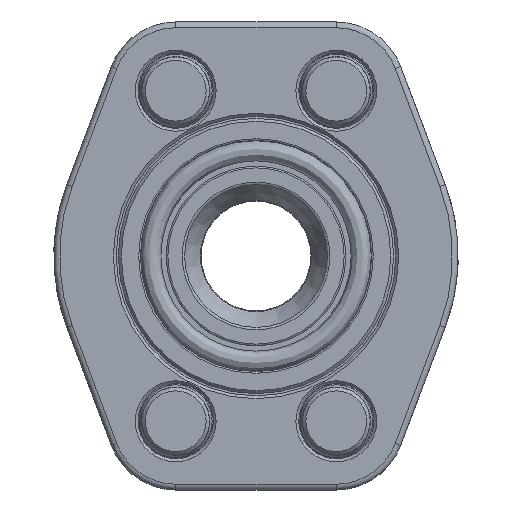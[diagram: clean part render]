
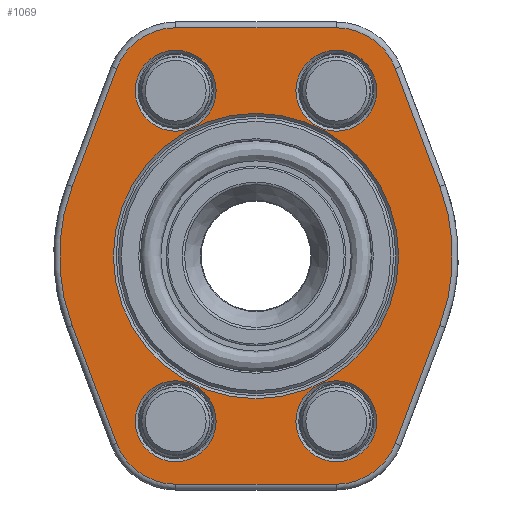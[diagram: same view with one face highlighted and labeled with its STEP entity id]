
A CAD part, left-side view. The second image highlights one B-rep face of the part: STEP entity #1069.
In plain terms, the highlighted face is planar.
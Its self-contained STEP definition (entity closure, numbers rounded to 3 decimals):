
#978=PLANE('',#3017);
#1069=ADVANCED_FACE('',(#1286,#1287,#1288,#1289,#1290,#1291),#978,.T.);
#1286=FACE_BOUND('',#1472,.T.);
#1287=FACE_BOUND('',#1473,.T.);
#1288=FACE_BOUND('',#1474,.T.);
#1289=FACE_BOUND('',#1475,.T.);
#1290=FACE_BOUND('',#1476,.T.);
#1291=FACE_BOUND('',#1477,.T.);
#1472=EDGE_LOOP('',(#2002));
#1473=EDGE_LOOP('',(#2003));
#1474=EDGE_LOOP('',(#2004));
#1475=EDGE_LOOP('',(#2005));
#1476=EDGE_LOOP('',(#2006,#2007,#2008,#2009,#2010,#2011,#2012,#2013,#2014,
#2015,#2016,#2017));
#1477=EDGE_LOOP('',(#2018));
#1658=CIRCLE('',#3006,7.);
#1659=CIRCLE('',#3007,7.);
#1660=CIRCLE('',#3008,7.);
#1661=CIRCLE('',#3009,7.);
#1662=CIRCLE('',#3010,10.9);
#1663=CIRCLE('',#3011,10.9);
#1664=CIRCLE('',#3012,34.);
#1665=CIRCLE('',#3013,10.9);
#1666=CIRCLE('',#3014,10.9);
#1667=CIRCLE('',#3015,34.);
#1668=CIRCLE('',#3016,24.7);
#2002=ORIENTED_EDGE('',*,*,#2601,.T.);
#2003=ORIENTED_EDGE('',*,*,#2602,.T.);
#2004=ORIENTED_EDGE('',*,*,#2603,.T.);
#2005=ORIENTED_EDGE('',*,*,#2604,.T.);
#2006=ORIENTED_EDGE('',*,*,#2605,.T.);
#2007=ORIENTED_EDGE('',*,*,#2606,.T.);
#2008=ORIENTED_EDGE('',*,*,#2607,.T.);
#2009=ORIENTED_EDGE('',*,*,#2608,.T.);
#2010=ORIENTED_EDGE('',*,*,#2609,.T.);
#2011=ORIENTED_EDGE('',*,*,#2610,.T.);
#2012=ORIENTED_EDGE('',*,*,#2611,.T.);
#2013=ORIENTED_EDGE('',*,*,#2612,.T.);
#2014=ORIENTED_EDGE('',*,*,#2613,.T.);
#2015=ORIENTED_EDGE('',*,*,#2614,.T.);
#2016=ORIENTED_EDGE('',*,*,#2615,.T.);
#2017=ORIENTED_EDGE('',*,*,#2616,.T.);
#2018=ORIENTED_EDGE('',*,*,#2617,.T.);
#2392=VERTEX_POINT('',#4372);
#2393=VERTEX_POINT('',#4374);
#2394=VERTEX_POINT('',#4376);
#2395=VERTEX_POINT('',#4378);
#2396=VERTEX_POINT('',#4380);
#2397=VERTEX_POINT('',#4381);
#2398=VERTEX_POINT('',#4383);
#2399=VERTEX_POINT('',#4385);
#2400=VERTEX_POINT('',#4387);
#2401=VERTEX_POINT('',#4389);
#2402=VERTEX_POINT('',#4391);
#2403=VERTEX_POINT('',#4393);
#2404=VERTEX_POINT('',#4395);
#2405=VERTEX_POINT('',#4397);
#2406=VERTEX_POINT('',#4399);
#2407=VERTEX_POINT('',#4401);
#2408=VERTEX_POINT('',#4404);
#2601=EDGE_CURVE('',#2392,#2392,#1658,.T.);
#2602=EDGE_CURVE('',#2393,#2393,#1659,.T.);
#2603=EDGE_CURVE('',#2394,#2394,#1660,.T.);
#2604=EDGE_CURVE('',#2395,#2395,#1661,.T.);
#2605=EDGE_CURVE('',#2396,#2397,#2754,.T.);
#2606=EDGE_CURVE('',#2397,#2398,#1662,.T.);
#2607=EDGE_CURVE('',#2398,#2399,#2755,.T.);
#2608=EDGE_CURVE('',#2399,#2400,#1663,.T.);
#2609=EDGE_CURVE('',#2400,#2401,#2756,.T.);
#2610=EDGE_CURVE('',#2401,#2402,#1664,.T.);
#2611=EDGE_CURVE('',#2402,#2403,#2757,.T.);
#2612=EDGE_CURVE('',#2403,#2404,#1665,.T.);
#2613=EDGE_CURVE('',#2404,#2405,#2758,.T.);
#2614=EDGE_CURVE('',#2405,#2406,#1666,.T.);
#2615=EDGE_CURVE('',#2406,#2407,#2759,.T.);
#2616=EDGE_CURVE('',#2407,#2396,#1667,.T.);
#2617=EDGE_CURVE('',#2408,#2408,#1668,.T.);
#2754=LINE('',#4379,#2816);
#2755=LINE('',#4384,#2817);
#2756=LINE('',#4388,#2818);
#2757=LINE('',#4392,#2819);
#2758=LINE('',#4396,#2820);
#2759=LINE('',#4400,#2821);
#2816=VECTOR('',#3580,1.);
#2817=VECTOR('',#3583,1.);
#2818=VECTOR('',#3586,1.);
#2819=VECTOR('',#3589,1.);
#2820=VECTOR('',#3592,1.);
#2821=VECTOR('',#3595,1.);
#3006=AXIS2_PLACEMENT_3D('',#4371,#3572,#3573);
#3007=AXIS2_PLACEMENT_3D('',#4373,#3574,#3575);
#3008=AXIS2_PLACEMENT_3D('',#4375,#3576,#3577);
#3009=AXIS2_PLACEMENT_3D('',#4377,#3578,#3579);
#3010=AXIS2_PLACEMENT_3D('',#4382,#3581,#3582);
#3011=AXIS2_PLACEMENT_3D('',#4386,#3584,#3585);
#3012=AXIS2_PLACEMENT_3D('',#4390,#3587,#3588);
#3013=AXIS2_PLACEMENT_3D('',#4394,#3590,#3591);
#3014=AXIS2_PLACEMENT_3D('',#4398,#3593,#3594);
#3015=AXIS2_PLACEMENT_3D('',#4402,#3596,#3597);
#3016=AXIS2_PLACEMENT_3D('',#4403,#3598,#3599);
#3017=AXIS2_PLACEMENT_3D('',#4405,#3600,#3601);
#3572=DIRECTION('',(0.,0.,1.));
#3573=DIRECTION('',(-1.,0.,0.));
#3574=DIRECTION('',(0.,0.,1.));
#3575=DIRECTION('',(-1.,0.,0.));
#3576=DIRECTION('',(0.,0.,1.));
#3577=DIRECTION('',(-1.,0.,0.));
#3578=DIRECTION('',(0.,0.,1.));
#3579=DIRECTION('',(-1.,0.,0.));
#3580=DIRECTION('',(-0.936,0.353,0.));
#3581=DIRECTION('',(0.,0.,-1.));
#3582=DIRECTION('',(-1.,0.,0.));
#3583=DIRECTION('',(0.,1.,0.));
#3584=DIRECTION('',(0.,0.,-1.));
#3585=DIRECTION('',(-1.,0.,0.));
#3586=DIRECTION('',(0.936,0.353,0.));
#3587=DIRECTION('',(0.,0.,-1.));
#3588=DIRECTION('',(-1.,0.,0.));
#3589=DIRECTION('',(0.936,-0.353,0.));
#3590=DIRECTION('',(0.,0.,-1.));
#3591=DIRECTION('',(-1.,0.,0.));
#3592=DIRECTION('',(0.,-1.,0.));
#3593=DIRECTION('',(0.,0.,-1.));
#3594=DIRECTION('',(-1.,0.,0.));
#3595=DIRECTION('',(-0.936,-0.353,0.));
#3596=DIRECTION('',(0.,0.,-1.));
#3597=DIRECTION('',(-1.,0.,0.));
#3598=DIRECTION('',(0.,0.,1.));
#3599=DIRECTION('',(-1.,0.,0.));
#3600=DIRECTION('',(0.,0.,-1.));
#3601=DIRECTION('',(-1.,0.,0.));
#4371=CARTESIAN_POINT('',(28.6,13.9,0.));
#4372=CARTESIAN_POINT('',(21.6,13.9,0.));
#4373=CARTESIAN_POINT('',(28.6,-13.9,0.));
#4374=CARTESIAN_POINT('',(21.6,-13.9,0.));
#4375=CARTESIAN_POINT('',(-28.6,-13.9,0.));
#4376=CARTESIAN_POINT('',(-35.6,-13.9,0.));
#4377=CARTESIAN_POINT('',(-28.6,13.9,0.));
#4378=CARTESIAN_POINT('',(-35.6,13.9,0.));
#4379=CARTESIAN_POINT('',(17.627,-42.988,0.));
#4380=CARTESIAN_POINT('',(-12.001,-31.812,0.));
#4381=CARTESIAN_POINT('',(-32.447,-24.098,0.));
#4382=CARTESIAN_POINT('',(-28.6,-13.9,0.));
#4383=CARTESIAN_POINT('',(-39.5,-13.9,0.));
#4384=CARTESIAN_POINT('',(-39.5,-13.9,0.));
#4385=CARTESIAN_POINT('',(-39.5,13.9,0.));
#4386=CARTESIAN_POINT('',(-28.6,13.9,0.));
#4387=CARTESIAN_POINT('',(-32.447,24.098,0.));
#4388=CARTESIAN_POINT('',(8.446,39.525,0.));
#4389=CARTESIAN_POINT('',(-12.001,31.812,0.));
#4390=CARTESIAN_POINT('',(0.,0.,0.));
#4391=CARTESIAN_POINT('',(12.001,31.812,0.));
#4392=CARTESIAN_POINT('',(41.628,20.635,0.));
#4393=CARTESIAN_POINT('',(32.447,24.098,0.));
#4394=CARTESIAN_POINT('',(28.6,13.9,0.));
#4395=CARTESIAN_POINT('',(39.5,13.9,0.));
#4396=CARTESIAN_POINT('',(39.5,-13.9,0.));
#4397=CARTESIAN_POINT('',(39.5,-13.9,0.));
#4398=CARTESIAN_POINT('',(28.6,-13.9,0.));
#4399=CARTESIAN_POINT('',(32.447,-24.098,0.));
#4400=CARTESIAN_POINT('',(32.447,-24.098,0.));
#4401=CARTESIAN_POINT('',(12.001,-31.812,0.));
#4402=CARTESIAN_POINT('',(0.,0.,0.));
#4403=CARTESIAN_POINT('',(0.,0.,0.));
#4404=CARTESIAN_POINT('',(-24.7,0.,0.));
#4405=CARTESIAN_POINT('',(28.6,-13.9,0.));
